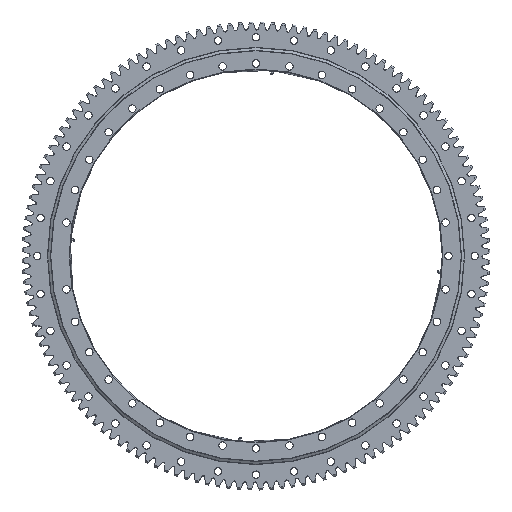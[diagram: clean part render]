
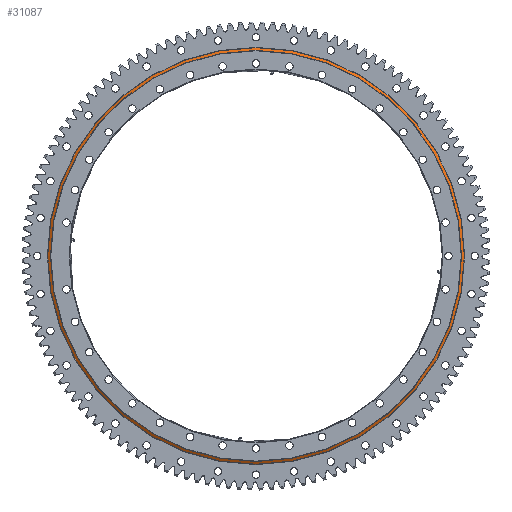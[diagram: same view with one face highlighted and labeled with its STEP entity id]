
A CAD part, top view. The second image highlights one B-rep face of the part: STEP entity #31087.
In plain terms, the highlighted conical face has half-angle 58.57 degrees and reference radius 606 mm.
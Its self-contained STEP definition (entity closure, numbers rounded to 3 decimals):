
#406 = ORIENTED_EDGE ( 'NONE', *, *, #1804, .T. ) ;
#496 = DIRECTION ( 'NONE',  ( 0., 0., -1. ) ) ;
#1029 = DIRECTION ( 'NONE',  ( 0., 0., -1. ) ) ;
#1804 = EDGE_CURVE ( 'NONE', #45690, #45690, #17244, .T. ) ;
#3848 = AXIS2_PLACEMENT_3D ( 'NONE', #38365, #46719, #496 ) ;
#4760 = DIRECTION ( 'NONE',  ( 0., -1., 0. ) ) ;
#8319 = FACE_BOUND ( 'NONE', #17572, .T. ) ;
#9581 = FACE_OUTER_BOUND ( 'NONE', #35279, .T. ) ;
#17244 = CIRCLE ( 'NONE', #3848, 606. ) ;
#17572 = EDGE_LOOP ( 'NONE', ( #406 ) ) ;
#19322 = CIRCLE ( 'NONE', #41377, 613.544 ) ;
#19791 = AXIS2_PLACEMENT_3D ( 'NONE', #33397, #4760, #1029 ) ;
#20380 = DIRECTION ( 'NONE',  ( 0., -1., 0. ) ) ;
#24117 = CARTESIAN_POINT ( 'NONE',  ( 599., -2.61, -613.544 ) ) ;
#28619 = VERTEX_POINT ( 'NONE', #24117 ) ;
#31087 = ADVANCED_FACE ( 'NONE', ( #9581, #8319 ), #40764, .T. ) ;
#33397 = CARTESIAN_POINT ( 'NONE',  ( 599., 2., 0. ) ) ;
#35279 = EDGE_LOOP ( 'NONE', ( #41010 ) ) ;
#36761 = DIRECTION ( 'NONE',  ( 0., 0., -1. ) ) ;
#38365 = CARTESIAN_POINT ( 'NONE',  ( 599., 2., 0. ) ) ;
#38973 = EDGE_CURVE ( 'NONE', #28619, #28619, #19322, .T. ) ;
#40764 = CONICAL_SURFACE ( 'NONE', #19791, 606., 1.022 ) ;
#41010 = ORIENTED_EDGE ( 'NONE', *, *, #38973, .F. ) ;
#41377 = AXIS2_PLACEMENT_3D ( 'NONE', #44726, #20380, #36761 ) ;
#42765 = CARTESIAN_POINT ( 'NONE',  ( 599., 2., -606. ) ) ;
#44726 = CARTESIAN_POINT ( 'NONE',  ( 599., -2.61, 0. ) ) ;
#45690 = VERTEX_POINT ( 'NONE', #42765 ) ;
#46719 = DIRECTION ( 'NONE',  ( 0., -1., 0. ) ) ;
